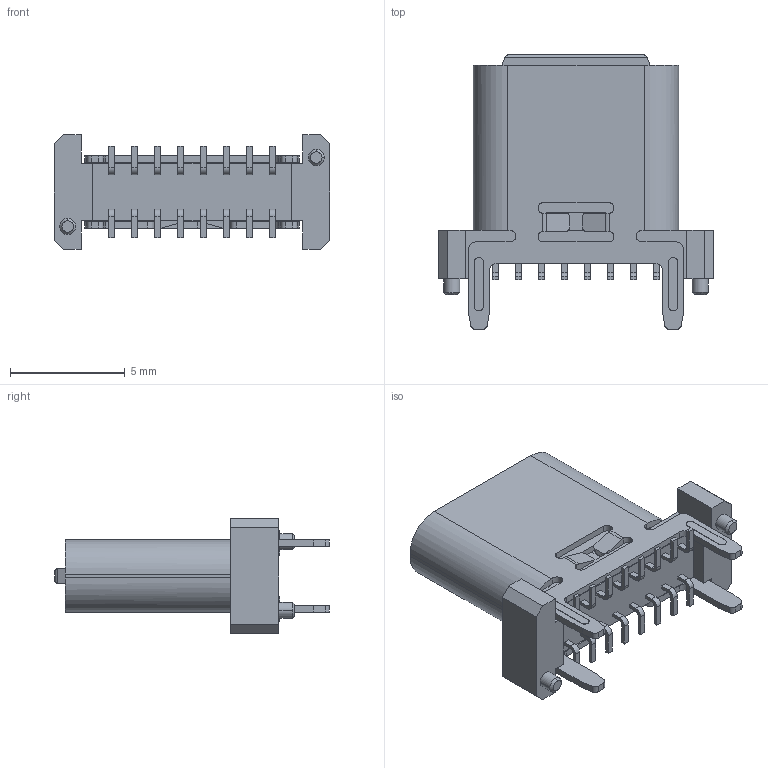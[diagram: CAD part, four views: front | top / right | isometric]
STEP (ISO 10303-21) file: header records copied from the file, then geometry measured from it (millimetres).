
FILE_DESCRIPTION((''),'2;1');
FILE_NAME('TYPE-C_16PIN___A_H0002','2025-02-28T08:24:31',('Administrator'),(''),'CREO PARAMETRIC BY PTC INC, 2020154','CREO PARAMETRIC BY PTC INC, 2020154','');
FILE_SCHEMA(('AUTOMOTIVE_DESIGN { 1 0 10303 214 1 1 1 1 }'));
Length unit declared in the file: millimetre
Products named in the file (1): TYPE-C_16PIN___A_H0002
Bounding box: 12 x 11.96 x 5 mm (x, y, z)
Volume: 200 mm3; surface area: 662.6 mm2
Topology: 1 solids, 1 shells, 522 faces, 1491 edges, 986 vertices
Faces by surface type: plane 370, cylinder 140, cone 12
Entity records: 21690 total; most frequent: CARTESIAN_POINT 3127, ORIENTED_EDGE 2982, DIRECTION 2819, PRESENTATION_STYLE_ASSIGNMENT 1508, STYLED_ITEM 1492, CURVE_STYLE 1491, EDGE_CURVE 1491, VECTOR 1159
